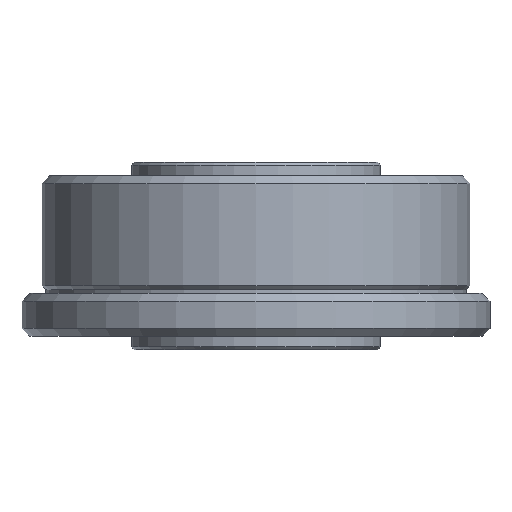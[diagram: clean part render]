
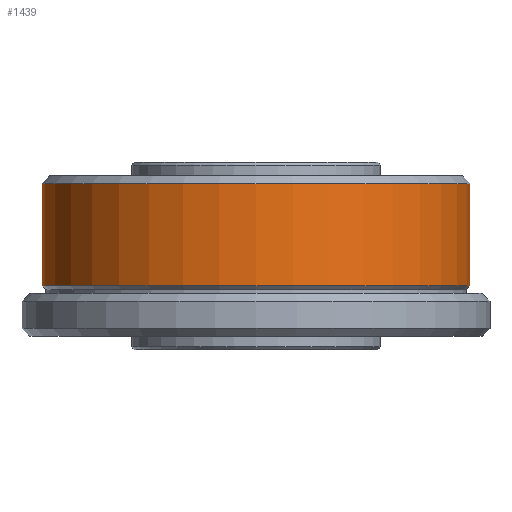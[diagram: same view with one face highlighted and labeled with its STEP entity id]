
A CAD part, left-side view. The second image highlights one B-rep face of the part: STEP entity #1439.
In plain terms, the highlighted cylindrical face has radius 6.35 mm (diameter 12.7 mm), a partial arc.
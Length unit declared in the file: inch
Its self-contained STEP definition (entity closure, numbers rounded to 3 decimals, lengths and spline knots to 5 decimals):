
#63 = AXIS2_PLACEMENT_3D ( 'NONE', #522, #1722, #905 ) ;
#99 = CARTESIAN_POINT ( 'NONE',  ( 0., 0.25, 0.08467 ) ) ;
#201 = CARTESIAN_POINT ( 'NONE',  ( 0., -0.25, -0.03491 ) ) ;
#230 = DIRECTION ( 'NONE',  ( 0., 0., 1. ) ) ;
#289 = CARTESIAN_POINT ( 'NONE',  ( 0., 0.25, 0. ) ) ;
#379 = VERTEX_POINT ( 'NONE', #99 ) ;
#439 = EDGE_LOOP ( 'NONE', ( #2306, #1918, #1484, #725 ) ) ;
#455 = CARTESIAN_POINT ( 'NONE',  ( 0., 0.25, -0.03491 ) ) ;
#488 = CIRCLE ( 'NONE', #63, 0.25 ) ;
#522 = CARTESIAN_POINT ( 'NONE',  ( 0., 0., 0.08467 ) ) ;
#591 = FACE_OUTER_BOUND ( 'NONE', #439, .T. ) ;
#663 = DIRECTION ( 'NONE',  ( 0., -1., 0. ) ) ;
#709 = DIRECTION ( 'NONE',  ( 0., 0., 1. ) ) ;
#725 = ORIENTED_EDGE ( 'NONE', *, *, #2576, .T. ) ;
#827 = VERTEX_POINT ( 'NONE', #455 ) ;
#905 = DIRECTION ( 'NONE',  ( 0., 1., 0. ) ) ;
#1439 = ADVANCED_FACE ( 'NONE', ( #591 ), #1640, .T. ) ;
#1484 = ORIENTED_EDGE ( 'NONE', *, *, #2543, .T. ) ;
#1592 = CARTESIAN_POINT ( 'NONE',  ( 0., -0.25, 0.08467 ) ) ;
#1637 = CIRCLE ( 'NONE', #2500, 0.25 ) ;
#1640 = CYLINDRICAL_SURFACE ( 'NONE', #1816, 0.25 ) ;
#1687 = CARTESIAN_POINT ( 'NONE',  ( 0., 0., -0.03491 ) ) ;
#1696 = CARTESIAN_POINT ( 'NONE',  ( 0., -0.25, 0. ) ) ;
#1722 = DIRECTION ( 'NONE',  ( 0., 0., -1. ) ) ;
#1804 = EDGE_CURVE ( 'NONE', #827, #2233, #1637, .T. ) ;
#1816 = AXIS2_PLACEMENT_3D ( 'NONE', #2055, #230, #663 ) ;
#1918 = ORIENTED_EDGE ( 'NONE', *, *, #1804, .T. ) ;
#1949 = LINE ( 'NONE', #1696, #2073 ) ;
#1953 = VECTOR ( 'NONE', #2270, 39.37008 ) ;
#2055 = CARTESIAN_POINT ( 'NONE',  ( 0., 0., 0. ) ) ;
#2073 = VECTOR ( 'NONE', #2103, 39.37008 ) ;
#2094 = DIRECTION ( 'NONE',  ( 0., -1., 0. ) ) ;
#2103 = DIRECTION ( 'NONE',  ( 0., 0., 1. ) ) ;
#2233 = VERTEX_POINT ( 'NONE', #201 ) ;
#2270 = DIRECTION ( 'NONE',  ( 0., 0., 1. ) ) ;
#2306 = ORIENTED_EDGE ( 'NONE', *, *, #2432, .F. ) ;
#2328 = VERTEX_POINT ( 'NONE', #1592 ) ;
#2432 = EDGE_CURVE ( 'NONE', #827, #379, #2547, .T. ) ;
#2500 = AXIS2_PLACEMENT_3D ( 'NONE', #1687, #709, #2094 ) ;
#2543 = EDGE_CURVE ( 'NONE', #2233, #2328, #1949, .T. ) ;
#2547 = LINE ( 'NONE', #289, #1953 ) ;
#2576 = EDGE_CURVE ( 'NONE', #2328, #379, #488, .T. ) ;
